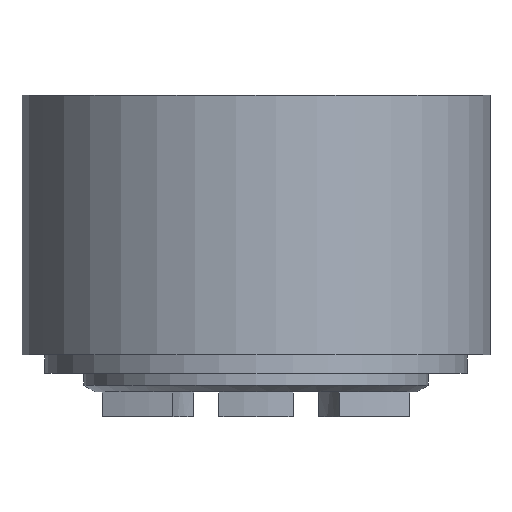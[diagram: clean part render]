
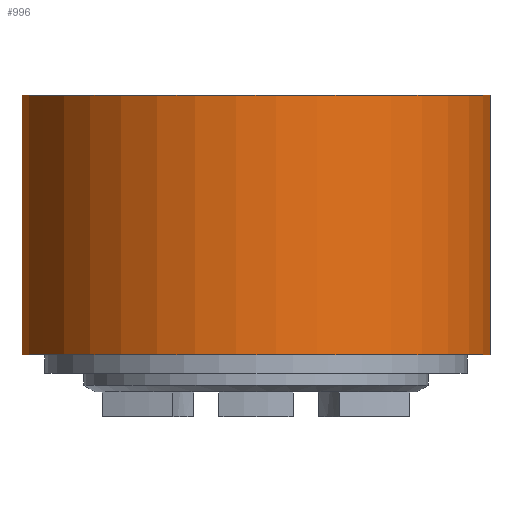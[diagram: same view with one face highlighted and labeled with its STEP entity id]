
A CAD part, left-side view. The second image highlights one B-rep face of the part: STEP entity #996.
In plain terms, the highlighted cylindrical face has radius 19 mm (diameter 38 mm), a partial arc.
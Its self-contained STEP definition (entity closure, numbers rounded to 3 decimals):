
#71=CIRCLE('',#1073,19.);
#72=CIRCLE('',#1074,19.);
#157=ORIENTED_EDGE('',*,*,#328,.T.);
#158=ORIENTED_EDGE('',*,*,#330,.F.);
#159=ORIENTED_EDGE('',*,*,#331,.F.);
#160=ORIENTED_EDGE('',*,*,#332,.F.);
#328=EDGE_CURVE('',#413,#412,#458,.T.);
#330=EDGE_CURVE('',#414,#412,#71,.T.);
#331=EDGE_CURVE('',#415,#414,#459,.T.);
#332=EDGE_CURVE('',#413,#415,#72,.T.);
#412=VERTEX_POINT('',#1473);
#413=VERTEX_POINT('',#1475);
#414=VERTEX_POINT('',#1479);
#415=VERTEX_POINT('',#1481);
#458=LINE('',#1474,#490);
#459=LINE('',#1480,#491);
#490=VECTOR('',#1231,1000.);
#491=VECTOR('',#1238,1000.);
#518=EDGE_LOOP('',(#157,#158,#159,#160));
#583=FACE_BOUND('',#518,.T.);
#642=CYLINDRICAL_SURFACE('',#1072,19.);
#996=ADVANCED_FACE('',(#583),#642,.T.);
#1072=AXIS2_PLACEMENT_3D('',#1477,#1234,#1235);
#1073=AXIS2_PLACEMENT_3D('',#1478,#1236,#1237);
#1074=AXIS2_PLACEMENT_3D('',#1482,#1239,#1240);
#1231=DIRECTION('',(0.,0.,1.));
#1234=DIRECTION('',(0.,0.,-1.));
#1235=DIRECTION('',(1.,0.,0.));
#1236=DIRECTION('',(0.,0.,1.));
#1237=DIRECTION('',(1.,0.,0.));
#1238=DIRECTION('',(0.,0.,1.));
#1239=DIRECTION('',(0.,0.,-1.));
#1240=DIRECTION('',(-1.,0.,0.));
#1473=CARTESIAN_POINT('',(15.557,-10.907,24.));
#1474=CARTESIAN_POINT('',(15.557,-10.907,-74.433));
#1475=CARTESIAN_POINT('',(15.557,-10.907,3.));
#1477=CARTESIAN_POINT('',(0.,0.,-74.433));
#1478=CARTESIAN_POINT('',(0.,0.,24.));
#1479=CARTESIAN_POINT('',(15.557,10.907,24.));
#1480=CARTESIAN_POINT('',(15.557,10.907,-74.433));
#1481=CARTESIAN_POINT('',(15.557,10.907,3.));
#1482=CARTESIAN_POINT('',(0.,0.,3.));
